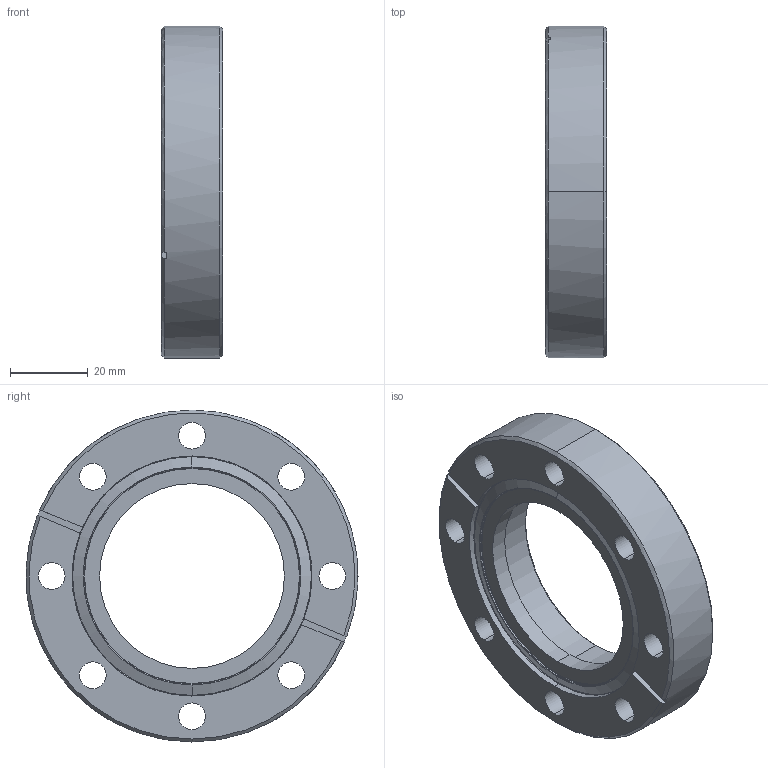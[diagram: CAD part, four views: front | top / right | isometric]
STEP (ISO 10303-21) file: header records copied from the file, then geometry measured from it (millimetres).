
FILE_DESCRIPTION (( 'STEP AP214' ), '1' );
FILE_NAME ('130017.STEP', '2024-02-11T04:07:01', ( '' ), ( '' ), 'SwSTEP 2.0', 'SolidWorks 2022', '' );
FILE_SCHEMA (( 'AUTOMOTIVE_DESIGN' ));
Length unit declared in the file: inch
Products named in the file (1): 130017
Bounding box: 15.75 x 85.6 x 85.6 mm (x, y, z)
Volume: 53391.1 mm3; surface area: 16746.7 mm2
Topology: 1 solids, 1 shells, 54 faces, 136 edges, 85 vertices
Faces by surface type: cylinder 24, cone 11, plane 11, torus 8
Entity records: 1935 total; most frequent: DIRECTION 325, CARTESIAN_POINT 288, ORIENTED_EDGE 272, AXIS2_PLACEMENT_3D 138, EDGE_CURVE 136, VERTEX_POINT 85, CIRCLE 83, EDGE_LOOP 73
